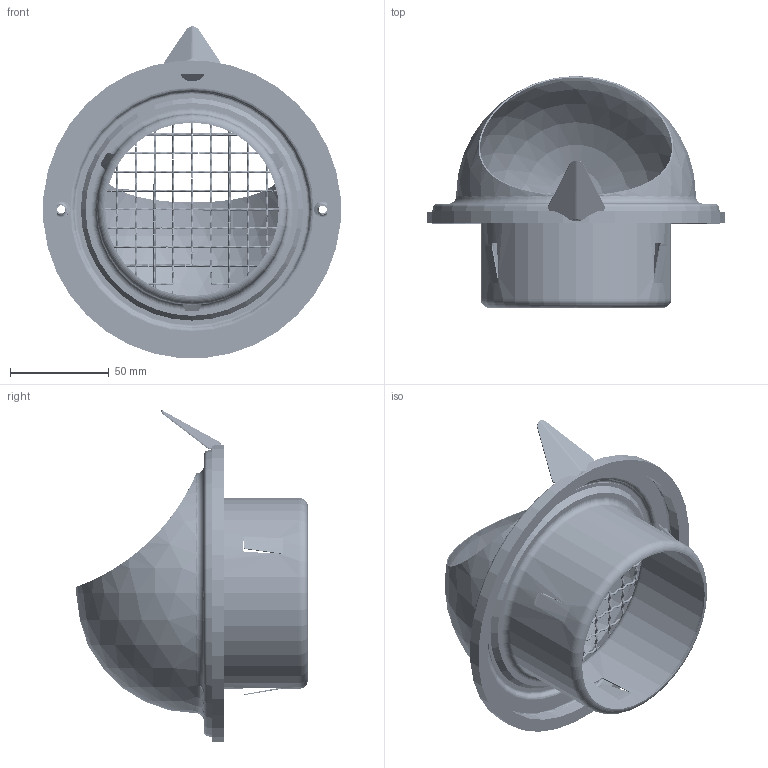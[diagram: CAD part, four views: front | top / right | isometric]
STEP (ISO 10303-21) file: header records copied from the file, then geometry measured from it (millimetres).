
FILE_DESCRIPTION (( 'STEP AP203' ), '1' );
FILE_NAME ('D579311-L.STEP', '2022-06-13T11:44:15', ( '' ), ( '' ), 'SwSTEP 2.0', 'SolidWorks 2021', '' );
FILE_SCHEMA (( 'CONFIG_CONTROL_DESIGN' ));
Length unit declared in the file: millimetre
Products named in the file (1): D579311-L
Bounding box: 150.44 x 117.3 x 168.06 mm (x, y, z)
Surface area: 120445.7 mm2 (no closed solid volume)
Topology: 0 solids, 281 shells, 2549 faces, 5793 edges, 3244 vertices
Faces by surface type: torus 1307, cylinder 1177, plane 36, cone 16, bspline 9, sphere 4
Entity records: 71983 total; most frequent: DIRECTION 15179, CARTESIAN_POINT 12849, ORIENTED_EDGE 10380, AXIS2_PLACEMENT_3D 6978, EDGE_CURVE 5790, CIRCLE 4437, VERTEX_POINT 3244, EDGE_LOOP 2567
